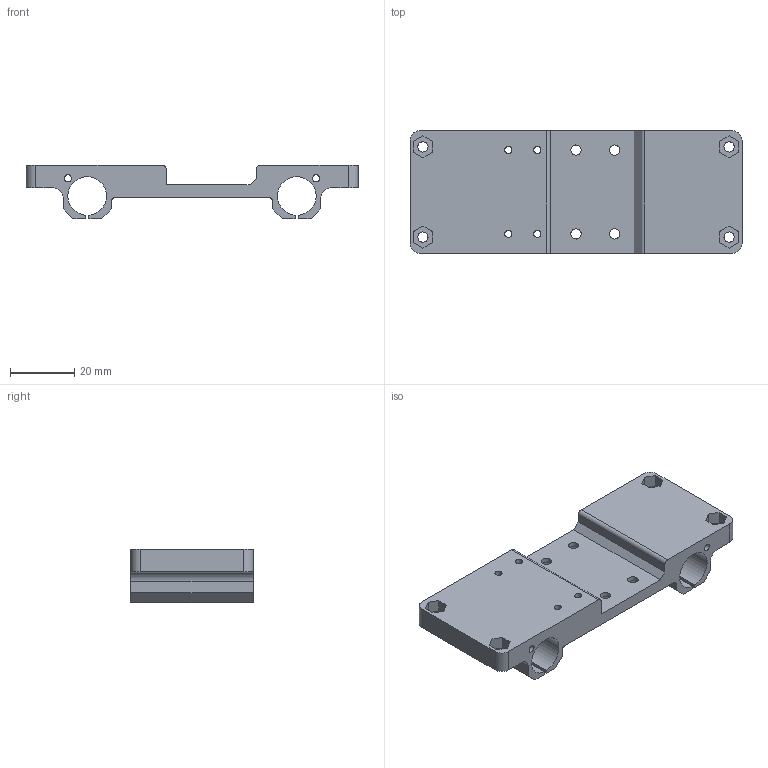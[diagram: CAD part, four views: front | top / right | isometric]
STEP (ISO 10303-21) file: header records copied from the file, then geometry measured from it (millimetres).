
FILE_DESCRIPTION(('FreeCAD Model'),'2;1');
FILE_NAME('Open CASCADE Shape Model','2024-05-12T18:52:25',(''),(''), 'Open CASCADE STEP processor 7.6','FreeCAD','Unknown');
FILE_SCHEMA(('AUTOMOTIVE_DESIGN { 1 0 10303 214 1 1 1 1 }'));
Length unit declared in the file: millimetre
Products named in the file (1): frog
Bounding box: 103 x 38 x 16.5 mm (x, y, z)
Volume: 26990.2 mm3; surface area: 15195 mm2
Topology: 1 solids, 1 shells, 111 faces, 303 edges, 202 vertices
Faces by surface type: plane 85, cylinder 26
Full cylindrical faces by diameter (mm): 2.2 x6, 3.2 x8
Entity records: 7494 total; most frequent: CARTESIAN_POINT 1577, DIRECTION 1021, LINE 679, VECTOR 679, ORIENTED_EDGE 606, PCURVE 606, DEFINITIONAL_REPRESENTATION 606, EDGE_CURVE 303
